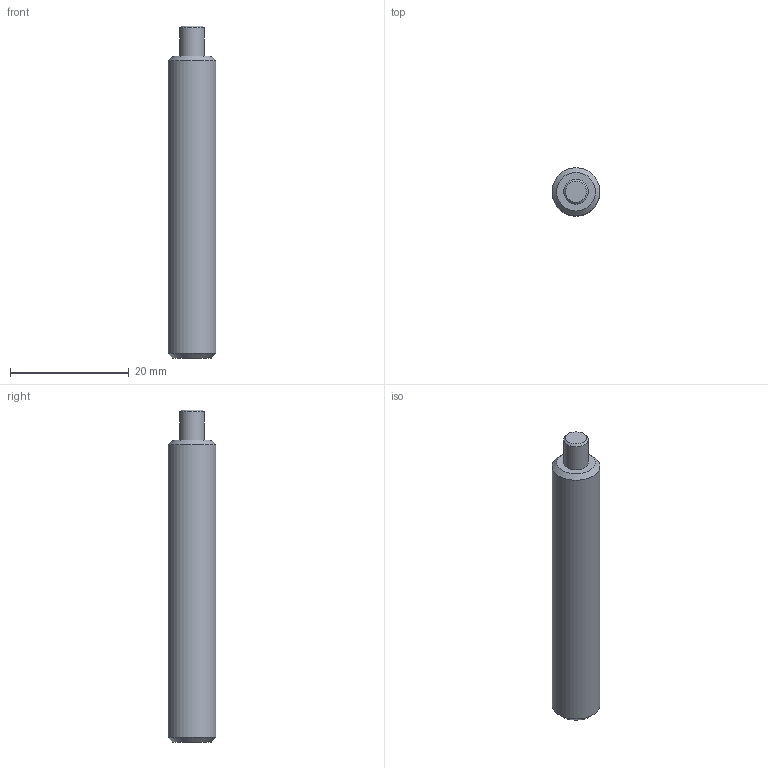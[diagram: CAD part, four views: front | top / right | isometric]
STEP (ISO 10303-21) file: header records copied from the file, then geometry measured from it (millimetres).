
FILE_DESCRIPTION((''),'2;1');
FILE_NAME('mpr-2.0.stp','2009-04-28T13:49:47',('JC'),(''),'Autodesk Inventor 11','Autodesk Inventor 11','');
FILE_SCHEMA(('AUTOMOTIVE_DESIGN { 1 0 10303 214 1 1 1 1 }'));
Length unit declared in the file: inch
Products named in the file (1): mpr-2.01
Bounding box: 8.08 x 8.08 x 55.88 mm (x, y, z)
Volume: 2656.9 mm3; surface area: 1430.4 mm2
Topology: 1 solids, 1 shells, 8 faces, 13 edges, 8 vertices
Faces by surface type: cone 3, plane 3, cylinder 2
Full cylindrical faces by diameter (mm): 4.166 x1, 8.077 x1
Entity records: 179 total; most frequent: DIRECTION 32, CARTESIAN_POINT 23, AXIS2_PLACEMENT_3D 16, ORIENTED_EDGE 14, EDGE_LOOP 14, FACE_OUTER_BOUND 8, ADVANCED_FACE 8, VERTEX_POINT 7
